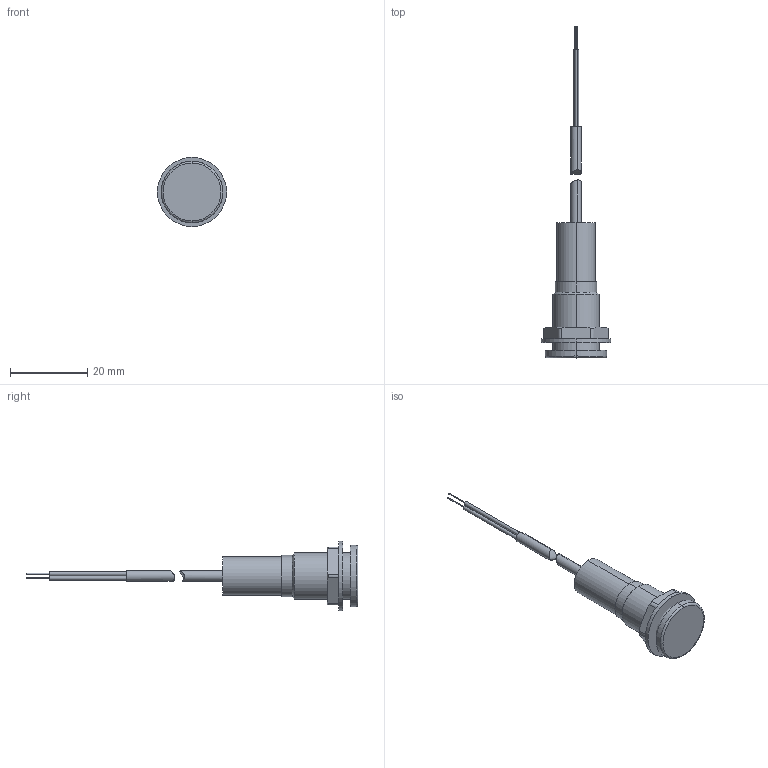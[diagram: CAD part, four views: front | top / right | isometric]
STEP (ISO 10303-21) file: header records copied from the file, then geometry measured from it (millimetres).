
FILE_DESCRIPTION (( 'STEP AP214' ), '1' );
FILE_NAME ('D12C.STEP', '2021-12-29T16:25:43', ( '' ), ( '' ), 'SwSTEP 2.0', 'SolidWorks 2021', '' );
FILE_SCHEMA (( 'AUTOMOTIVE_DESIGN' ));
Length unit declared in the file: millimetre
Products named in the file (4): 1D12C1_SENSORE PIENO; 1VDA12090000; Cavo 1PBP; D12C
Assembly tree (3 placements, depth 2):
  D12C
    1D12C1_SENSORE PIENO
    Cavo 1PBP
    1VDA12090000
Bounding box: 17.9 x 86 x 17.9 mm (x, y, z)
Volume: 4220.9 mm3; surface area: 2663.8 mm2
Topology: 4 solids, 4 shells, 65 faces, 140 edges, 90 vertices
Faces by surface type: cylinder 28, plane 25, cone 8, torus 2, bspline 2
Entity records: 2245 total; most frequent: CARTESIAN_POINT 441, DIRECTION 326, ORIENTED_EDGE 280, EDGE_CURVE 140, AXIS2_PLACEMENT_3D 127, VERTEX_POINT 90, EDGE_LOOP 74, VECTOR 72
